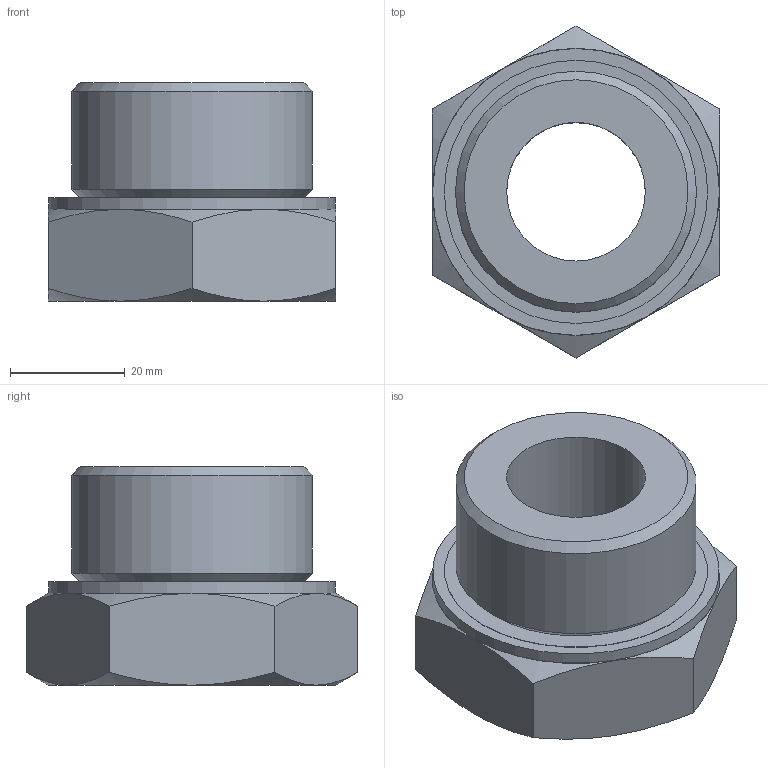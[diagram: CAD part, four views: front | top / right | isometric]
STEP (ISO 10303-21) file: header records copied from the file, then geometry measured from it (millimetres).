
FILE_DESCRIPTION(/* description */ ('STEP AP203'),/* implementation_level */ '2;1');
FILE_NAME(/* name */ 'Reducing Piece RI 1 1_4-3_4-01',/* time_stamp */ '2025-01-13T11:35:24+01:00',/* author */ ('License CC BY-ND 4.0'),/* organization */ ('CADENAS'),/* preprocessor_version */ 'ST-DEVELOPER v19.3',/* originating_system */ 'PARTsolutions',/* authorisation */ ' ');
FILE_SCHEMA (('CONFIG_CONTROL_DESIGN'));
Length unit declared in the file: millimetre
Products named in the file (1): Reduzierstutzen RI 1 1/4-3/4-01
Bounding box: 50 x 57.73 x 38 mm (x, y, z)
Volume: 48129.7 mm3; surface area: 11947.7 mm2
Topology: 1 solids, 1 shells, 32 faces, 63 edges, 37 vertices
Faces by surface type: cone 15, plane 12, cylinder 5
Full cylindrical faces by diameter (mm): 24.117 x1, 38.8 x1, 41.91 x1, 45.8 x1, 49.9 x1
Entity records: 1056 total; most frequent: CARTESIAN_POINT 205, DIRECTION 122, ORIENTED_EDGE 110, AXIS2_PLACEMENT_3D 58, EDGE_CURVE 55, EDGE_LOOP 46, FACE_BOUND 46, VERTEX_POINT 37
